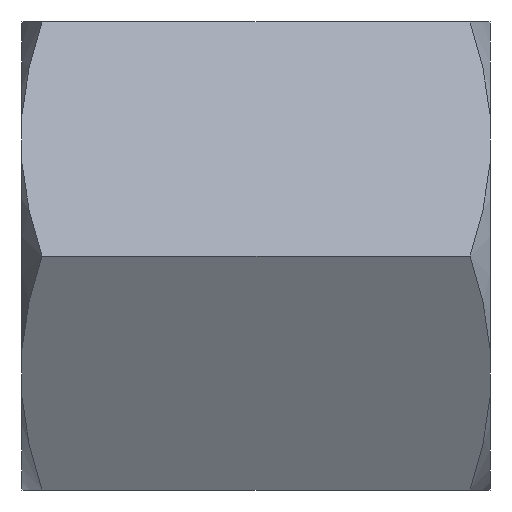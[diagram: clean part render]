
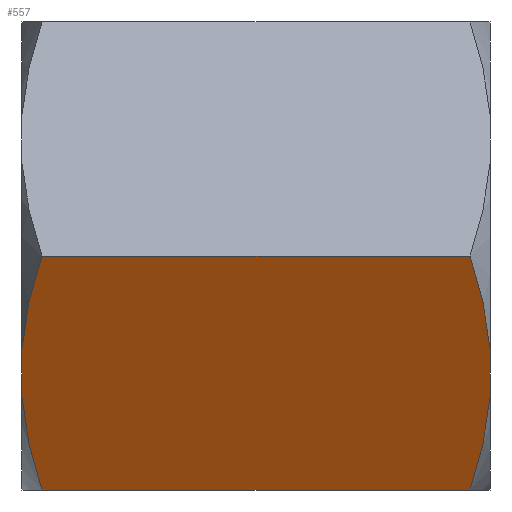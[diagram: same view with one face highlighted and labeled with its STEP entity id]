
A CAD part, left-side view. The second image highlights one B-rep face of the part: STEP entity #557.
In plain terms, the highlighted planar face has unit normal (-0.866, 0, -0.5).
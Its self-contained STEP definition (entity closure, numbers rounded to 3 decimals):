
#63=CARTESIAN_POINT('',(-1.853,0.0,-0.791));
#64=VERTEX_POINT('',#63);
#72=CARTESIAN_POINT('',(-1.611,0.0,-1.209));
#73=VERTEX_POINT('',#72);
#74=CARTESIAN_POINT('',(-1.732,0.0,-1.0));
#75=DIRECTION('',(0.5,0.0,-0.866));
#76=VECTOR('',#75,1.0);
#77=LINE('',#74,#76);
#78=EDGE_CURVE('n� 169',#64,#73,#77,.T.);
#137=CARTESIAN_POINT('',(-2.309,0.17,0.0));
#138=VERTEX_POINT('',#137);
#148=CARTESIAN_POINT('',(-2.309,0.17,0.0));
#149=CARTESIAN_POINT('',(-2.275,0.15,-0.06));
#150=CARTESIAN_POINT('',(-2.239,0.131,-0.121));
#151=CARTESIAN_POINT('',(-2.09,0.057,-0.381));
#152=CARTESIAN_POINT('',(-1.971,0.016,-0.586));
#153=CARTESIAN_POINT('',(-1.853,-0.0,-0.791));
#154=B_SPLINE_CURVE_WITH_KNOTS('',3,(#148,#149,#150,#151,#152,#153),.UNSPECIFIED.,.F.,.U.,
 (4,2,4),(0.0,0.234,1.0),.UNSPECIFIED.);
#155=EDGE_CURVE('n� 505',#138,#64,#154,.T.);
#195=CARTESIAN_POINT('',(-1.155,0.17,-2.0));
#196=VERTEX_POINT('',#195);
#197=CARTESIAN_POINT('',(-1.611,0.0,-1.209));
#198=CARTESIAN_POINT('',(-1.586,0.004,-1.253));
#199=CARTESIAN_POINT('',(-1.559,0.008,-1.299));
#200=CARTESIAN_POINT('',(-1.406,0.043,-1.565));
#201=CARTESIAN_POINT('',(-1.278,0.099,-1.786));
#202=CARTESIAN_POINT('',(-1.155,0.17,-2.0));
#203=B_SPLINE_CURVE_WITH_KNOTS('',3,(#197,#198,#199,#200,#201,#202),.UNSPECIFIED.,.F.,.U.,
 (4,2,4),(0.0,0.166,1.0),.UNSPECIFIED.);
#204=EDGE_CURVE('n� 509',#73,#196,#203,.T.);
#466=CARTESIAN_POINT('',(-1.155,3.83,-2.0));
#467=VERTEX_POINT('',#466);
#468=CARTESIAN_POINT('',(-1.155,4.0,-2.0));
#469=DIRECTION('',(0.0,-1.0,0.0));
#470=VECTOR('',#469,1.0);
#471=LINE('',#468,#470);
#472=EDGE_CURVE('n� 496',#467,#196,#471,.T.);
#510=ORIENTED_EDGE('',*,*,#472,.T.);
#511=ORIENTED_EDGE('',*,*,#204,.F.);
#512=ORIENTED_EDGE('',*,*,#78,.F.);
#513=ORIENTED_EDGE('',*,*,#155,.F.);
#514=CARTESIAN_POINT('',(-2.309,3.83,0.0));
#515=VERTEX_POINT('',#514);
#516=CARTESIAN_POINT('',(-2.309,4.0,0.0));
#517=DIRECTION('',(0.0,-1.0,0.0));
#518=VECTOR('',#517,1.0);
#519=LINE('',#516,#518);
#520=EDGE_CURVE('n� 504',#515,#138,#519,.T.);
#521=ORIENTED_EDGE('',*,*,#520,.F.);
#522=CARTESIAN_POINT('',(-1.853,4.0,-0.791));
#523=VERTEX_POINT('',#522);
#524=CARTESIAN_POINT('',(-1.853,4.0,-0.791));
#525=CARTESIAN_POINT('',(-1.878,3.996,-0.747));
#526=CARTESIAN_POINT('',(-1.905,3.992,-0.701));
#527=CARTESIAN_POINT('',(-2.058,3.957,-0.435));
#528=CARTESIAN_POINT('',(-2.186,3.901,-0.214));
#529=CARTESIAN_POINT('',(-2.309,3.83,0.0));
#530=B_SPLINE_CURVE_WITH_KNOTS('',3,(#524,#525,#526,#527,#528,#529),.UNSPECIFIED.,.F.,.U.,
 (4,2,4),(0.0,0.166,1.0),.UNSPECIFIED.);
#531=EDGE_CURVE('n� 503',#523,#515,#530,.T.);
#532=ORIENTED_EDGE('',*,*,#531,.F.);
#533=CARTESIAN_POINT('',(-1.611,4.0,-1.209));
#534=VERTEX_POINT('',#533);
#535=CARTESIAN_POINT('',(-1.155,4.0,-2.0));
#536=DIRECTION('',(0.5,0.0,-0.866));
#537=VECTOR('',#536,1.0);
#538=LINE('',#535,#537);
#539=EDGE_CURVE('n� 384',#523,#534,#538,.T.);
#540=ORIENTED_EDGE('',*,*,#539,.T.);
#541=CARTESIAN_POINT('',(-1.155,3.83,-2.0));
#542=CARTESIAN_POINT('',(-1.189,3.85,-1.94));
#543=CARTESIAN_POINT('',(-1.225,3.869,-1.879));
#544=CARTESIAN_POINT('',(-1.375,3.943,-1.619));
#545=CARTESIAN_POINT('',(-1.493,3.984,-1.414));
#546=CARTESIAN_POINT('',(-1.611,4.0,-1.209));
#547=B_SPLINE_CURVE_WITH_KNOTS('',3,(#541,#542,#543,#544,#545,#546),.UNSPECIFIED.,.F.,.U.,
 (4,2,4),(0.0,0.234,1.0),.UNSPECIFIED.);
#548=EDGE_CURVE('n� 502',#467,#534,#547,.T.);
#549=ORIENTED_EDGE('',*,*,#548,.F.);
#550=EDGE_LOOP('',(#510,#511,#512,#513,#521,#532,#540,#549));
#551=FACE_OUTER_BOUND('',#550,.T.);
#552=CARTESIAN_POINT('',(-1.155,4.0,-2.0));
#553=DIRECTION('',(-0.866,0.0,-0.5));
#554=DIRECTION('',(-0.5,0.0,0.866));
#555=AXIS2_PLACEMENT_3D('',#552,#553,#554);
#556=PLANE('',#555);
#557=ADVANCED_FACE('n� 737',(#551),#556,.T.);
